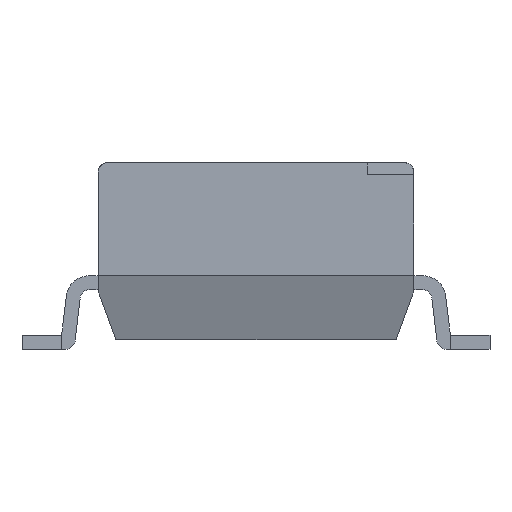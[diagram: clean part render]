
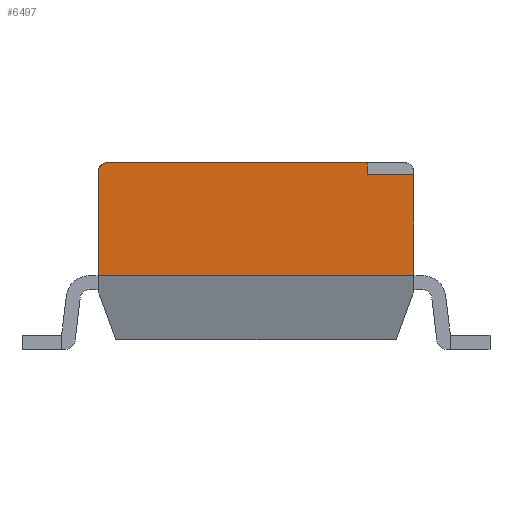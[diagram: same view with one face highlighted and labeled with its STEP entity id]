
A CAD part, front view. The second image highlights one B-rep face of the part: STEP entity #6497.
In plain terms, the highlighted planar face has unit normal (0, -1, 0).
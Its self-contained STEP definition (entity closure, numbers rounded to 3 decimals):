
#5924 = EDGE_CURVE('',#5925,#5927,#5929,.T.);
#5925 = VERTEX_POINT('',#5926);
#5926 = CARTESIAN_POINT('',(3.37,-8.33,1.573));
#5927 = VERTEX_POINT('',#5928);
#5928 = CARTESIAN_POINT('',(3.37,-8.33,3.728));
#5929 = LINE('',#5930,#5931);
#5930 = CARTESIAN_POINT('',(3.37,-8.33,1.269));
#5931 = VECTOR('',#5932,1.);
#5932 = DIRECTION('',(0.,0.,1.));
#6257 = VERTEX_POINT('',#6258);
#6258 = CARTESIAN_POINT('',(-3.17,-8.33,3.978));
#6264 = EDGE_CURVE('',#6265,#6257,#6267,.T.);
#6265 = VERTEX_POINT('',#6266);
#6266 = CARTESIAN_POINT('',(2.37,-8.33,3.978));
#6267 = LINE('',#6268,#6269);
#6268 = CARTESIAN_POINT('',(3.17,-8.33,3.978));
#6269 = VECTOR('',#6270,1.);
#6270 = DIRECTION('',(-1.,0.,0.));
#6298 = VERTEX_POINT('',#6299);
#6299 = CARTESIAN_POINT('',(-3.37,-8.33,3.778));
#6305 = EDGE_CURVE('',#6257,#6298,#6306,.T.);
#6306 = CIRCLE('',#6307,0.2);
#6307 = AXIS2_PLACEMENT_3D('',#6308,#6309,#6310);
#6308 = CARTESIAN_POINT('',(-3.17,-8.33,3.778));
#6309 = DIRECTION('',(0.,-1.,0.));
#6310 = DIRECTION('',(1.,0.,0.));
#6370 = VERTEX_POINT('',#6371);
#6371 = CARTESIAN_POINT('',(-3.37,-8.33,1.573));
#6377 = EDGE_CURVE('',#6298,#6370,#6378,.T.);
#6378 = LINE('',#6379,#6380);
#6379 = CARTESIAN_POINT('',(-3.37,-8.33,1.269));
#6380 = VECTOR('',#6381,1.);
#6381 = DIRECTION('',(0.,0.,-1.));
#6497 = ADVANCED_FACE('',(#6498),#6524,.T.);
#6498 = FACE_BOUND('',#6499,.T.);
#6499 = EDGE_LOOP('',(#6500,#6501,#6507,#6508,#6516,#6522,#6523));
#6500 = ORIENTED_EDGE('',*,*,#6377,.T.);
#6501 = ORIENTED_EDGE('',*,*,#6502,.T.);
#6502 = EDGE_CURVE('',#6370,#5925,#6503,.T.);
#6503 = LINE('',#6504,#6505);
#6504 = CARTESIAN_POINT('',(2.99,-8.33,1.573));
#6505 = VECTOR('',#6506,1.);
#6506 = DIRECTION('',(1.,0.,0.));
#6507 = ORIENTED_EDGE('',*,*,#5924,.T.);
#6508 = ORIENTED_EDGE('',*,*,#6509,.F.);
#6509 = EDGE_CURVE('',#6510,#5927,#6512,.T.);
#6510 = VERTEX_POINT('',#6511);
#6511 = CARTESIAN_POINT('',(2.37,-8.33,3.728));
#6512 = LINE('',#6513,#6514);
#6513 = CARTESIAN_POINT('',(3.37,-8.33,3.728));
#6514 = VECTOR('',#6515,1.);
#6515 = DIRECTION('',(1.,0.,0.));
#6516 = ORIENTED_EDGE('',*,*,#6517,.T.);
#6517 = EDGE_CURVE('',#6510,#6265,#6518,.T.);
#6518 = LINE('',#6519,#6520);
#6519 = CARTESIAN_POINT('',(2.37,-8.33,3.728));
#6520 = VECTOR('',#6521,1.);
#6521 = DIRECTION('',(0.,0.,1.));
#6522 = ORIENTED_EDGE('',*,*,#6264,.T.);
#6523 = ORIENTED_EDGE('',*,*,#6305,.T.);
#6524 = PLANE('',#6525);
#6525 = AXIS2_PLACEMENT_3D('',#6526,#6527,#6528);
#6526 = CARTESIAN_POINT('',(-3.555,-8.33,1.069));
#6527 = DIRECTION('',(0.,-1.,0.));
#6528 = DIRECTION('',(1.,0.,0.));
